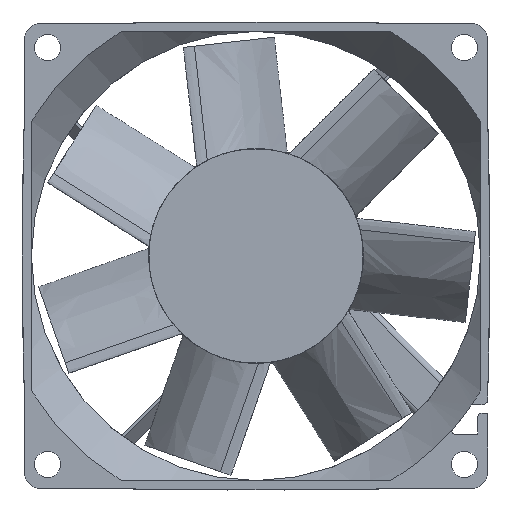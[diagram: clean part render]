
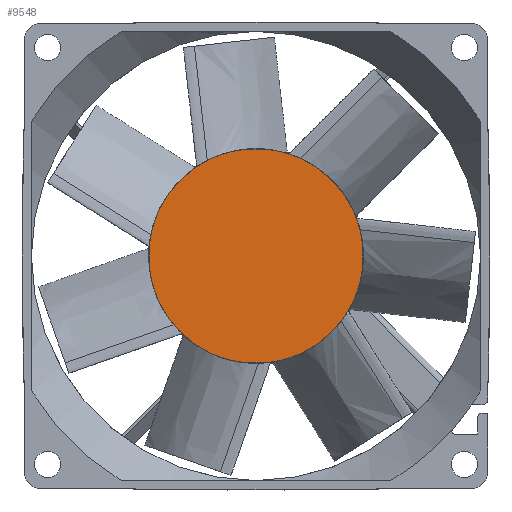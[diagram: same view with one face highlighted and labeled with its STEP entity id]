
A CAD part, front view. The second image highlights one B-rep face of the part: STEP entity #9548.
In plain terms, the highlighted planar face has unit normal (0, -1, 0).
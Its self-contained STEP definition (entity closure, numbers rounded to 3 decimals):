
#8991=CARTESIAN_POINT('',(0.,-23.965,0.));
#8992=DIRECTION('',(0.,1.,0.));
#8993=DIRECTION('',(-0.707,0.,0.707));
#8994=AXIS2_PLACEMENT_3D('',#8991,#8992,#8993);
#8996=CARTESIAN_POINT('',(0.,-23.965,0.));
#8997=DIRECTION('',(0.,-1.,0.));
#8998=DIRECTION('',(-0.707,0.,0.707));
#8999=AXIS2_PLACEMENT_3D('',#8996,#8997,#8998);
#9057=CARTESIAN_POINT('',(-13.044,-23.965,
13.044));
#9058=CARTESIAN_POINT('',(13.044,-23.965,
-13.044));
#9059=VERTEX_POINT('',#9057);
#9060=VERTEX_POINT('',#9058);
#9539=CARTESIAN_POINT('',(0.,-23.965,0.));
#9540=DIRECTION('',(0.,-1.,0.));
#9541=DIRECTION('',(-0.707,0.,0.707));
#9542=AXIS2_PLACEMENT_3D('',#9539,#9540,#9541);
#9543=PLANE('',#9542);
#9544=ORIENTED_EDGE('',*,*,#9323,.T.);
#9545=ORIENTED_EDGE('',*,*,#9139,.F.);
#9546=EDGE_LOOP('',(#9544,#9545));
#9547=FACE_OUTER_BOUND('',#9546,.F.);
#9548=ADVANCED_FACE('',(#9547),#9543,.T.);
#8995=CIRCLE('',#8994,18.448);
#9000=CIRCLE('',#8999,18.448);
#9139=EDGE_CURVE('',#9059,#9060,#9000,.T.);
#9323=EDGE_CURVE('',#9059,#9060,#8995,.T.);
